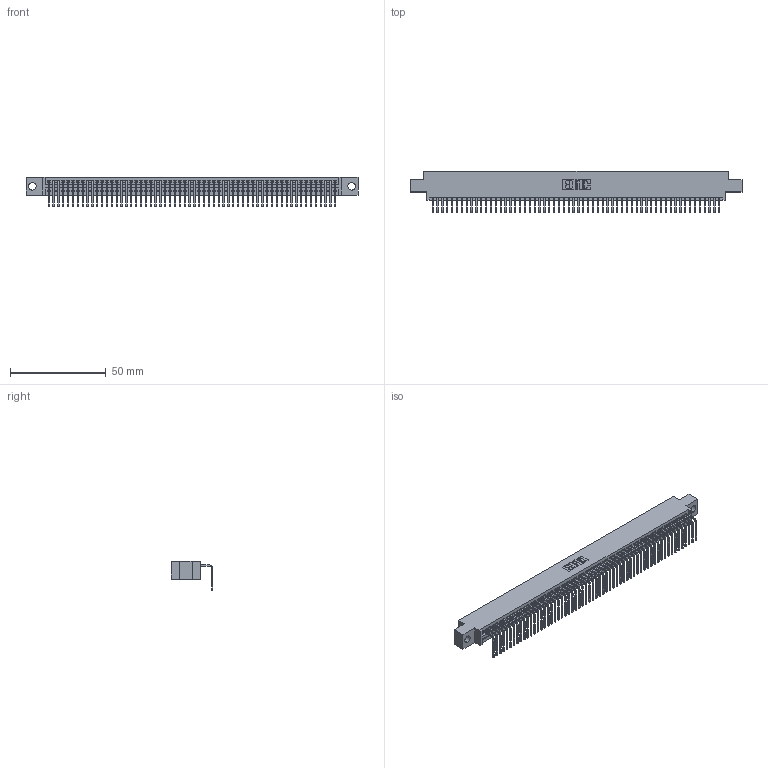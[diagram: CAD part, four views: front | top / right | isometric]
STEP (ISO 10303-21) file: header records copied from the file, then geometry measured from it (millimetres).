
FILE_DESCRIPTION (( 'STEP AP203' ), '1' );
FILE_NAME ('395-060-558-604.STEP', '2018-11-23T19:36:51', ( '' ), ( '' ), 'SwSTEP 2.0', 'SolidWorks 2016', '' );
FILE_SCHEMA (( 'CONFIG_CONTROL_DESIGN' ));
Length unit declared in the file: inch
Products named in the file (3): 345 Part_0.170 Offset - 0.156 Dia-TH; 345-292-001_558 Tail - 2; 395-060-558-604
Assembly tree (61 placements, depth 2):
  395-060-558-604
    345 Part_0.170 Offset - 0.156 Dia-TH
    345-292-001_558 Tail - 2  x60
Bounding box: 173.61 x 21.83 x 15.37 mm (x, y, z)
Volume: 16635.7 mm3; surface area: 23461.9 mm2
Topology: 61 solids, 61 shells, 3730 faces, 11273 edges, 7434 vertices
Faces by surface type: plane 2604, cylinder 1126
Entity records: 42953 total; most frequent: CARTESIAN_POINT 7448, ORIENTED_EDGE 7442, DIRECTION 6477, EDGE_CURVE 3721, LINE 3349, VECTOR 3349, VERTEX_POINT 2478, AXIS2_PLACEMENT_3D 1564
